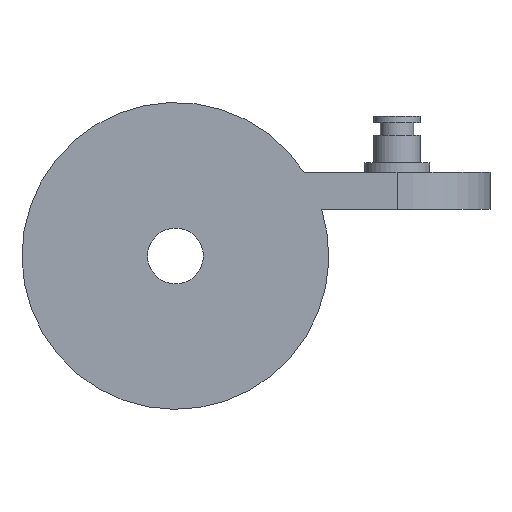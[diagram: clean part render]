
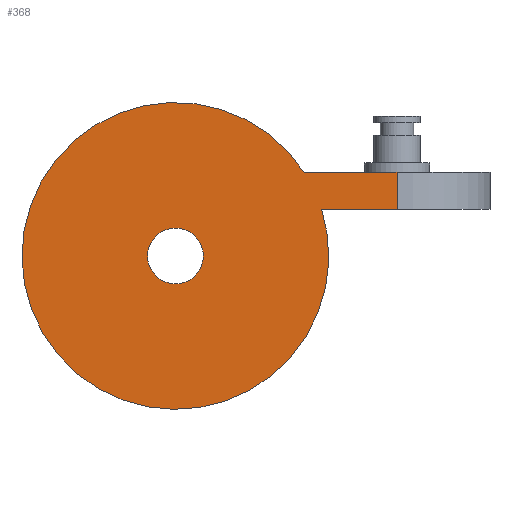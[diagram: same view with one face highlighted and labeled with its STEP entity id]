
A CAD part, left-side view. The second image highlights one B-rep face of the part: STEP entity #368.
In plain terms, the highlighted planar face has unit normal (-1, 0, 0).
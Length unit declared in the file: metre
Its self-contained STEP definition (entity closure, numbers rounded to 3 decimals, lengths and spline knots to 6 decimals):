
#21=PLANE('',#412);
#35=LINE('',#595,#57);
#36=LINE('',#597,#58);
#37=LINE('',#599,#59);
#57=VECTOR('',#476,1.);
#58=VECTOR('',#477,1.);
#59=VECTOR('',#478,1.);
#85=ORIENTED_EDGE('',*,*,#177,.F.);
#86=ORIENTED_EDGE('',*,*,#178,.T.);
#87=ORIENTED_EDGE('',*,*,#179,.F.);
#88=ORIENTED_EDGE('',*,*,#172,.F.);
#89=ORIENTED_EDGE('',*,*,#180,.T.);
#172=EDGE_CURVE('',#218,#219,#251,.T.);
#177=EDGE_CURVE('',#223,#218,#35,.T.);
#178=EDGE_CURVE('',#223,#224,#36,.F.);
#179=EDGE_CURVE('',#219,#224,#37,.T.);
#180=EDGE_CURVE('',#225,#225,#255,.T.);
#218=VERTEX_POINT('',#583);
#219=VERTEX_POINT('',#585);
#223=VERTEX_POINT('',#596);
#224=VERTEX_POINT('',#598);
#225=VERTEX_POINT('',#601);
#251=CIRCLE('',#407,0.0165);
#255=CIRCLE('',#413,0.003);
#278=EDGE_LOOP('',(#85,#86,#87,#88));
#279=EDGE_LOOP('',(#89));
#318=FACE_BOUND('',#278,.T.);
#319=FACE_BOUND('',#279,.T.);
#368=ADVANCED_FACE('',(#318,#319),#21,.F.);
#407=AXIS2_PLACEMENT_3D('',#584,#463,#464);
#412=AXIS2_PLACEMENT_3D('',#594,#474,#475);
#413=AXIS2_PLACEMENT_3D('',#600,#479,#480);
#463=DIRECTION('',(1.,0.,0.));
#464=DIRECTION('',(0.,1.,0.));
#474=DIRECTION('',(1.,0.,0.));
#475=DIRECTION('',(0.,1.,0.));
#476=DIRECTION('',(0.,1.,0.));
#477=DIRECTION('',(0.,0.,-1.));
#478=DIRECTION('',(0.,-1.,0.));
#479=DIRECTION('',(1.,0.,0.));
#480=DIRECTION('',(0.,1.,0.));
#583=CARTESIAN_POINT('',(0.,-0.015724,0.005));
#584=CARTESIAN_POINT('',(0.,0.,0.));
#585=CARTESIAN_POINT('',(0.,-0.013829,0.009));
#594=CARTESIAN_POINT('',(0.,0.,0.));
#595=CARTESIAN_POINT('',(0.,0.,0.005));
#596=CARTESIAN_POINT('',(0.,-0.023829,0.005));
#597=CARTESIAN_POINT('',(0.,-0.023829,0.));
#598=CARTESIAN_POINT('',(0.,-0.023829,0.009));
#599=CARTESIAN_POINT('',(0.,0.,0.009));
#600=CARTESIAN_POINT('',(0.,0.,0.));
#601=CARTESIAN_POINT('',(0.,0.003,0.));
